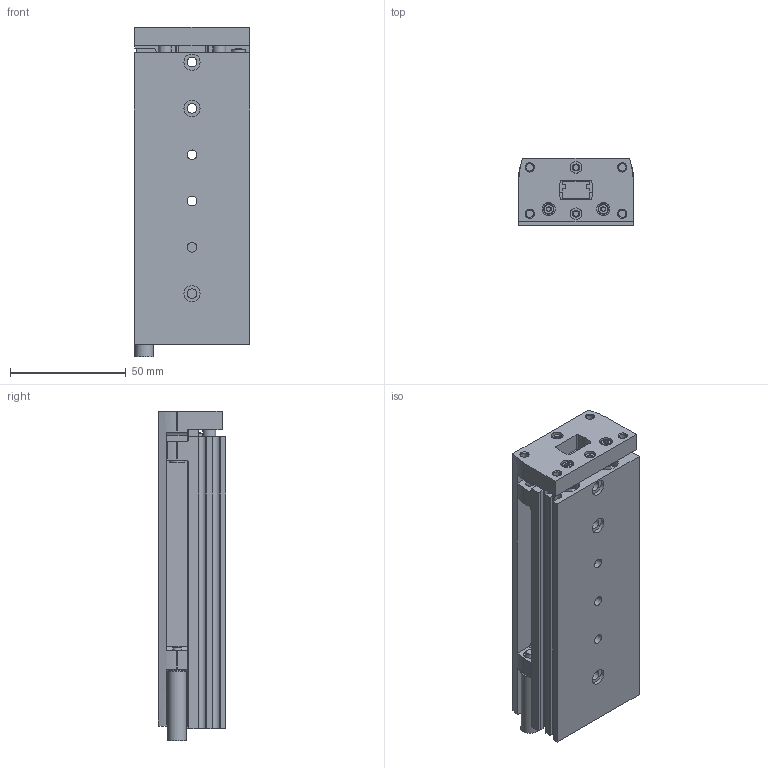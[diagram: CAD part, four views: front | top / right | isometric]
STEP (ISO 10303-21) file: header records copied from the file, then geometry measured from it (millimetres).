
FILE_DESCRIPTION(/* description */ ('STEP AP214'),/* implementation_level */ '2;1');
FILE_NAME(/* name */ '8085121_DGST-10-80-PA',/* time_stamp */ '2024-08-16T05:49:59+02:00',/* author */ ('License CC BY-ND 4.0'),/* organization */ ('CADENAS'),/* preprocessor_version */ 'ST-DEVELOPER v19.3',/* originating_system */ 'PARTsolutions',/* authorisation */ ' ');
FILE_SCHEMA (('AUTOMOTIVE_DESIGN {1 0 10303 214 3 1 1}'));
Length unit declared in the file: millimetre
Products named in the file (5): 8085121 DGST-10-80-PA---(0-high); 8073893 DGST-10-80---P---(mechanical-high)h; 8073893 DGST-10-80---(mechanical-high)s; 8074425 DYEF-G8-M6x0.5; 699438 DGSL-8-P
Assembly tree (6 placements, depth 2):
  8085121 DGST-10-80-PA---(0-high)
    8073893 DGST-10-80---P---(mechanical-high)h
    8073893 DGST-10-80---(mechanical-high)s
    8074425 DYEF-G8-M6x0.5  x2
    699438 DGSL-8-P  x2
Bounding box: 50 x 29 x 142.4 mm (x, y, z)
Volume: 151807.6 mm3; surface area: 63433 mm2
Topology: 6 solids, 6 shells, 530 faces, 1229 edges, 790 vertices
Faces by surface type: plane 233, cylinder 230, cone 53, torus 14
Full cylindrical faces by diameter (mm): 2 x2, 2.459 x2, 3.242 x12, 3.5 x1, 3.7 x1, 4 x4, 4.134 x8, 4.5 x2, 5 x4, 5.459 x4, 5.6 x4, 6 x7, 6.1 x2, 6.6 x2, 7 x8, 8 x15, 10 x6
Entity records: 15069 total; most frequent: DIRECTION 2490, CARTESIAN_POINT 2289, ORIENTED_EDGE 2020, EDGE_CURVE 1010, AXIS2_PLACEMENT_3D 1002, VERTEX_POINT 735, FACE_BOUND 715, EDGE_LOOP 714
